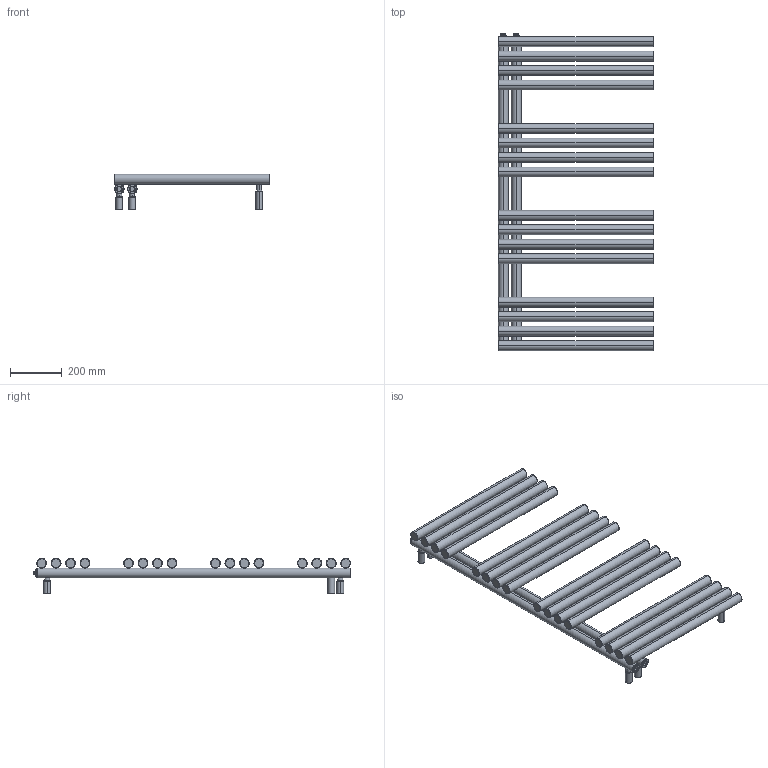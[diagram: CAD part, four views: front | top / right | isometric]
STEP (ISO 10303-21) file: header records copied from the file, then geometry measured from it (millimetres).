
FILE_DESCRIPTION((''),'2;1');
FILE_NAME('3551780400125_3D_SITO_ASM','2022-10-28T14:58:07',('PC132'),(''),'CREO PARAMETRIC BY PTC INC, 2022124','CREO PARAMETRIC BY PTC INC, 2022124','');
FILE_SCHEMA(('AUTOMOTIVE_DESIGN { 1 0 10303 214 1 1 1 1 }'));
Length unit declared in the file: millimetre
Products named in the file (3): 3551780400125_3D_SITO; 1041001240013; 3551780400125_3D_SITO_ASM
Assembly tree (3 placements, depth 2):
  3551780400125_3D_SITO_ASM
    3551780400125_3D_SITO
    1041001240013  x2
Bounding box: 600 x 1227 x 137 mm (x, y, z)
Volume: 13810115.1 mm3; surface area: 1507917 mm2
Topology: 20 solids, 22 shells, 438 faces, 925 edges, 542 vertices
Faces by surface type: torus 140, cylinder 136, plane 118, bspline 20, cone 16, sphere 8
Entity records: 15566 total; most frequent: CARTESIAN_POINT 3341, DIRECTION 1780, ORIENTED_EDGE 1280, AXIS2_PLACEMENT_3D 783, PRESENTATION_STYLE_ASSIGNMENT 772, STYLED_ITEM 703, CURVE_STYLE 684, EDGE_CURVE 640
